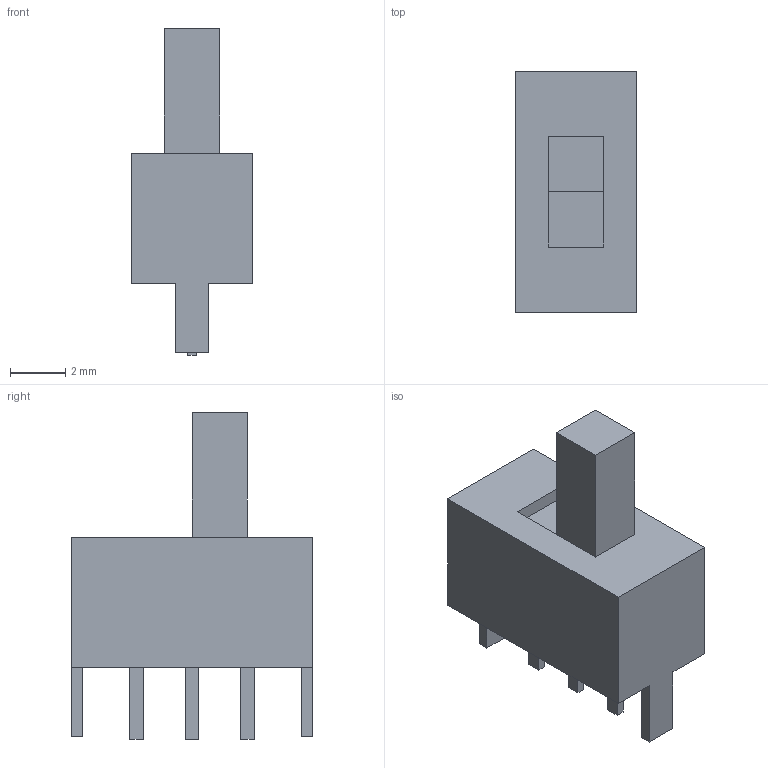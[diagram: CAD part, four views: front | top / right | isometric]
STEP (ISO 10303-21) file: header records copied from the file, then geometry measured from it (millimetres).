
FILE_DESCRIPTION(/* description */ (''),/* implementation_level */ '2;1');
FILE_NAME(/* name */ 'KiCAD SPDT slide switch HanElectricity SS12D07VG3.step',/* time_stamp */ '2025-11-15T19:46:35+02:00',/* author */ (''),/* organization */ (''),/* preprocessor_version */ 'ST-DEVELOPER v20.1',/* originating_system */ 'Autodesk Translation Framework v14.10.0.0',/* authorisation */ '');
FILE_SCHEMA (('AUTOMOTIVE_DESIGN { 1 0 10303 214 3 1 1 }'));
Length unit declared in the file: millimetre
Products named in the file (1): 2025-11-15-19-25-27-837
Bounding box: 4.4 x 8.7 x 11.8 mm (x, y, z)
Volume: 199.5 mm3; surface area: 268.2 mm2
Topology: 1 solids, 1 shells, 38 faces, 94 edges, 62 vertices
Faces by surface type: plane 38
Entity records: 1148 total; most frequent: CARTESIAN_POINT 195, ORIENTED_EDGE 188, DIRECTION 172, LINE 94, VECTOR 94, EDGE_CURVE 94, VERTEX_POINT 62, EDGE_LOOP 42
